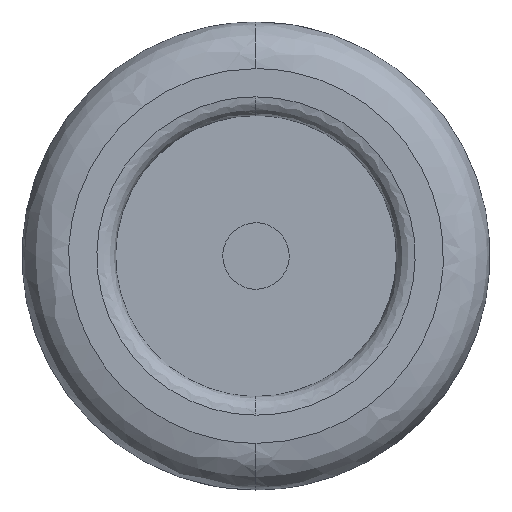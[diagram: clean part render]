
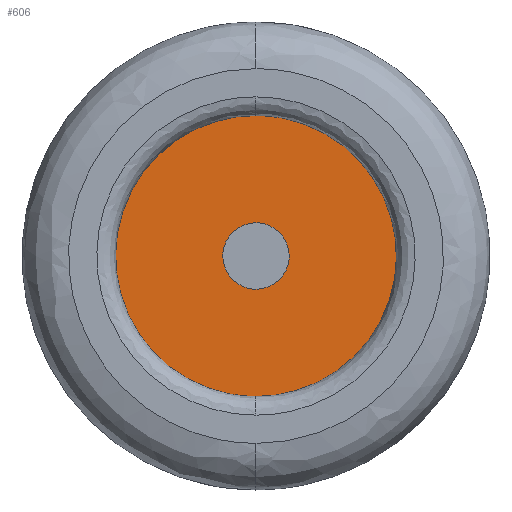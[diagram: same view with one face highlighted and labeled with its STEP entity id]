
A CAD part, front view. The second image highlights one B-rep face of the part: STEP entity #606.
In plain terms, the highlighted free-form (B-spline) face has degree [1, 1] with [2, 2] control points.
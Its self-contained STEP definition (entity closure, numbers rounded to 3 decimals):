
#34 = VERTEX_POINT('',#35);
#35 = CARTESIAN_POINT('',(0.,4.115,
    -5.84));
#40 = EDGE_CURVE('',#34,#41,#43,.T.);
#41 = VERTEX_POINT('',#42);
#42 = CARTESIAN_POINT('',(0.,4.115,5.84));
#43 = ( BOUNDED_CURVE() B_SPLINE_CURVE(2,(#44,#45,#46,#47,#48),
.UNSPECIFIED.,.F.,.F.) B_SPLINE_CURVE_WITH_KNOTS((3,2,3),(0.,
1.571,3.142),.PIECEWISE_BEZIER_KNOTS.) CURVE() 
GEOMETRIC_REPRESENTATION_ITEM() RATIONAL_B_SPLINE_CURVE((1.,
0.707,1.,0.707,1.)) REPRESENTATION_ITEM('') );
#44 = CARTESIAN_POINT('',(0.,4.115,-5.84));
#45 = CARTESIAN_POINT('',(5.84,4.115,-5.84)
  );
#46 = CARTESIAN_POINT('',(5.84,4.115,
    0.));
#47 = CARTESIAN_POINT('',(5.84,4.115,5.84)
  );
#48 = CARTESIAN_POINT('',(0.,4.115,
    5.84));
#338 = VERTEX_POINT('',#339);
#339 = CARTESIAN_POINT('',(0.,4.115,-24.687));
#353 = VERTEX_POINT('',#354);
#354 = CARTESIAN_POINT('',(0.,4.115,
    24.687));
#359 = EDGE_CURVE('',#353,#338,#360,.T.);
#360 = ( BOUNDED_CURVE() B_SPLINE_CURVE(2,(#361,#362,#363,#364,#365),
.UNSPECIFIED.,.F.,.F.) B_SPLINE_CURVE_WITH_KNOTS((3,2,3),(3.142,
4.712,6.283),.PIECEWISE_BEZIER_KNOTS.) CURVE() 
GEOMETRIC_REPRESENTATION_ITEM() RATIONAL_B_SPLINE_CURVE((1.,
0.707,1.,0.707,1.)) REPRESENTATION_ITEM('') );
#361 = CARTESIAN_POINT('',(0.,4.115,
    24.687));
#362 = CARTESIAN_POINT('',(-24.687,4.115,
    24.687));
#363 = CARTESIAN_POINT('',(-24.687,4.115,
    0.));
#364 = CARTESIAN_POINT('',(-24.687,4.115,
    -24.687));
#365 = CARTESIAN_POINT('',(0.,4.115,
    -24.687));
#587 = EDGE_CURVE('',#338,#353,#588,.T.);
#588 = ( BOUNDED_CURVE() B_SPLINE_CURVE(2,(#589,#590,#591,#592,#593),
.UNSPECIFIED.,.F.,.F.) B_SPLINE_CURVE_WITH_KNOTS((3,2,3),(0.,
1.571,3.142),.PIECEWISE_BEZIER_KNOTS.) CURVE() 
GEOMETRIC_REPRESENTATION_ITEM() RATIONAL_B_SPLINE_CURVE((1.,
0.707,1.,0.707,1.)) REPRESENTATION_ITEM('') );
#589 = CARTESIAN_POINT('',(0.,4.115,-24.687));
#590 = CARTESIAN_POINT('',(24.687,4.115,
    -24.687));
#591 = CARTESIAN_POINT('',(24.687,4.115,
    0.));
#592 = CARTESIAN_POINT('',(24.687,4.115,
    24.687));
#593 = CARTESIAN_POINT('',(0.,4.115,
    24.687));
#606 = ADVANCED_FACE('',(#607,#618),#622,.T.);
#607 = FACE_BOUND('',#608,.T.);
#608 = EDGE_LOOP('',(#609,#617));
#609 = ORIENTED_EDGE('',*,*,#610,.F.);
#610 = EDGE_CURVE('',#41,#34,#611,.T.);
#611 = ( BOUNDED_CURVE() B_SPLINE_CURVE(2,(#612,#613,#614,#615,#616),
.UNSPECIFIED.,.F.,.F.) B_SPLINE_CURVE_WITH_KNOTS((3,2,3),(3.142,
4.712,6.283),.PIECEWISE_BEZIER_KNOTS.) CURVE() 
GEOMETRIC_REPRESENTATION_ITEM() RATIONAL_B_SPLINE_CURVE((1.,
0.707,1.,0.707,1.)) REPRESENTATION_ITEM('') );
#612 = CARTESIAN_POINT('',(0.,4.115,
    5.84));
#613 = CARTESIAN_POINT('',(-5.84,4.115,5.84
    ));
#614 = CARTESIAN_POINT('',(-5.84,4.115,
    0.));
#615 = CARTESIAN_POINT('',(-5.84,4.115,
    -5.84));
#616 = CARTESIAN_POINT('',(0.,4.115,
    -5.84));
#617 = ORIENTED_EDGE('',*,*,#40,.F.);
#618 = FACE_BOUND('',#619,.T.);
#619 = EDGE_LOOP('',(#620,#621));
#620 = ORIENTED_EDGE('',*,*,#587,.T.);
#621 = ORIENTED_EDGE('',*,*,#359,.T.);
#622 = B_SPLINE_SURFACE_WITH_KNOTS('',1,1,(
    (#623,#624)
    ,(#625,#626
    )),.UNSPECIFIED.,.F.,.F.,.F.,(2,2),(2,2),(-19.05,19.05),(-19.05,
    19.05),.PIECEWISE_BEZIER_KNOTS.);
#623 = CARTESIAN_POINT('',(-24.687,4.115,
    24.687));
#624 = CARTESIAN_POINT('',(24.687,4.115,
    24.687));
#625 = CARTESIAN_POINT('',(-24.687,4.115,
    -24.687));
#626 = CARTESIAN_POINT('',(24.687,4.115,
    -24.687));
